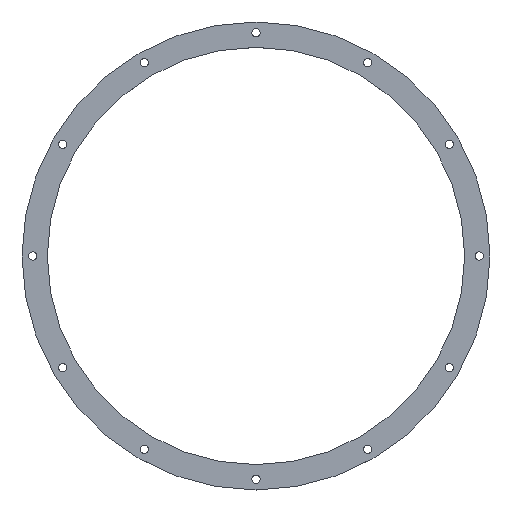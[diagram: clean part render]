
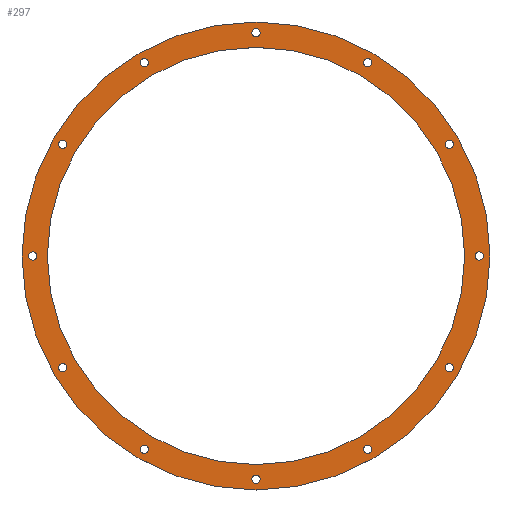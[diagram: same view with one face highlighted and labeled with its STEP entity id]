
A CAD part, top view. The second image highlights one B-rep face of the part: STEP entity #297.
In plain terms, the highlighted planar face has unit normal (0, 0, 1).
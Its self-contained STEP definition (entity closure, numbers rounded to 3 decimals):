
#15=PLANE('',#343);
#31=FACE_BOUND('',#102,.T.);
#32=FACE_BOUND('',#103,.T.);
#33=FACE_BOUND('',#104,.T.);
#34=FACE_BOUND('',#105,.T.);
#35=FACE_BOUND('',#106,.T.);
#36=FACE_BOUND('',#107,.T.);
#37=FACE_BOUND('',#108,.T.);
#38=FACE_BOUND('',#109,.T.);
#39=FACE_BOUND('',#110,.T.);
#40=FACE_BOUND('',#111,.T.);
#41=FACE_BOUND('',#112,.T.);
#42=FACE_BOUND('',#113,.T.);
#43=FACE_BOUND('',#114,.T.);
#71=FACE_OUTER_BOUND('',#101,.T.);
#101=EDGE_LOOP('',(#241));
#102=EDGE_LOOP('',(#242));
#103=EDGE_LOOP('',(#243));
#104=EDGE_LOOP('',(#244));
#105=EDGE_LOOP('',(#245));
#106=EDGE_LOOP('',(#246));
#107=EDGE_LOOP('',(#247));
#108=EDGE_LOOP('',(#248));
#109=EDGE_LOOP('',(#249));
#110=EDGE_LOOP('',(#250));
#111=EDGE_LOOP('',(#251));
#112=EDGE_LOOP('',(#252));
#113=EDGE_LOOP('',(#253));
#114=EDGE_LOOP('',(#254));
#129=CIRCLE('',#302,252.75);
#131=CIRCLE('',#305,5.);
#133=CIRCLE('',#308,5.);
#135=CIRCLE('',#311,5.);
#137=CIRCLE('',#314,5.);
#139=CIRCLE('',#317,5.);
#141=CIRCLE('',#320,5.);
#143=CIRCLE('',#323,5.);
#145=CIRCLE('',#326,5.);
#147=CIRCLE('',#329,5.);
#149=CIRCLE('',#332,5.);
#151=CIRCLE('',#335,5.);
#153=CIRCLE('',#338,5.);
#155=CIRCLE('',#341,283.5);
#157=VERTEX_POINT('',#437);
#159=VERTEX_POINT('',#442);
#161=VERTEX_POINT('',#447);
#163=VERTEX_POINT('',#452);
#165=VERTEX_POINT('',#457);
#167=VERTEX_POINT('',#462);
#169=VERTEX_POINT('',#467);
#171=VERTEX_POINT('',#472);
#173=VERTEX_POINT('',#477);
#175=VERTEX_POINT('',#482);
#177=VERTEX_POINT('',#487);
#179=VERTEX_POINT('',#492);
#181=VERTEX_POINT('',#497);
#183=VERTEX_POINT('',#502);
#185=EDGE_CURVE('',#157,#157,#129,.T.);
#187=EDGE_CURVE('',#159,#159,#131,.T.);
#189=EDGE_CURVE('',#161,#161,#133,.T.);
#191=EDGE_CURVE('',#163,#163,#135,.T.);
#193=EDGE_CURVE('',#165,#165,#137,.T.);
#195=EDGE_CURVE('',#167,#167,#139,.T.);
#197=EDGE_CURVE('',#169,#169,#141,.T.);
#199=EDGE_CURVE('',#171,#171,#143,.T.);
#201=EDGE_CURVE('',#173,#173,#145,.T.);
#203=EDGE_CURVE('',#175,#175,#147,.T.);
#205=EDGE_CURVE('',#177,#177,#149,.T.);
#207=EDGE_CURVE('',#179,#179,#151,.T.);
#209=EDGE_CURVE('',#181,#181,#153,.T.);
#211=EDGE_CURVE('',#183,#183,#155,.T.);
#241=ORIENTED_EDGE('',*,*,#211,.F.);
#242=ORIENTED_EDGE('',*,*,#185,.T.);
#243=ORIENTED_EDGE('',*,*,#187,.T.);
#244=ORIENTED_EDGE('',*,*,#189,.T.);
#245=ORIENTED_EDGE('',*,*,#191,.T.);
#246=ORIENTED_EDGE('',*,*,#193,.T.);
#247=ORIENTED_EDGE('',*,*,#195,.T.);
#248=ORIENTED_EDGE('',*,*,#197,.T.);
#249=ORIENTED_EDGE('',*,*,#199,.T.);
#250=ORIENTED_EDGE('',*,*,#201,.T.);
#251=ORIENTED_EDGE('',*,*,#203,.T.);
#252=ORIENTED_EDGE('',*,*,#205,.T.);
#253=ORIENTED_EDGE('',*,*,#207,.T.);
#254=ORIENTED_EDGE('',*,*,#209,.T.);
#297=ADVANCED_FACE('',(#71,#31,#32,#33,#34,#35,#36,#37,#38,#39,#40,#41,
#42,#43),#15,.F.);
#302=AXIS2_PLACEMENT_3D('',#438,#349,#350);
#305=AXIS2_PLACEMENT_3D('',#443,#355,#356);
#308=AXIS2_PLACEMENT_3D('',#448,#361,#362);
#311=AXIS2_PLACEMENT_3D('',#453,#367,#368);
#314=AXIS2_PLACEMENT_3D('',#458,#373,#374);
#317=AXIS2_PLACEMENT_3D('',#463,#379,#380);
#320=AXIS2_PLACEMENT_3D('',#468,#385,#386);
#323=AXIS2_PLACEMENT_3D('',#473,#391,#392);
#326=AXIS2_PLACEMENT_3D('',#478,#397,#398);
#329=AXIS2_PLACEMENT_3D('',#483,#403,#404);
#332=AXIS2_PLACEMENT_3D('',#488,#409,#410);
#335=AXIS2_PLACEMENT_3D('',#493,#415,#416);
#338=AXIS2_PLACEMENT_3D('',#498,#421,#422);
#341=AXIS2_PLACEMENT_3D('',#503,#427,#428);
#343=AXIS2_PLACEMENT_3D('',#506,#431,#432);
#349=DIRECTION('center_axis',(0.,0.,-1.));
#350=DIRECTION('ref_axis',(-1.,0.,0.));
#355=DIRECTION('center_axis',(0.,0.,-1.));
#356=DIRECTION('ref_axis',(-1.,0.,0.));
#361=DIRECTION('center_axis',(0.,0.,-1.));
#362=DIRECTION('ref_axis',(-1.,0.,0.));
#367=DIRECTION('center_axis',(0.,0.,-1.));
#368=DIRECTION('ref_axis',(-1.,0.,0.));
#373=DIRECTION('center_axis',(0.,0.,-1.));
#374=DIRECTION('ref_axis',(-1.,0.,0.));
#379=DIRECTION('center_axis',(0.,0.,-1.));
#380=DIRECTION('ref_axis',(-1.,0.,0.));
#385=DIRECTION('center_axis',(0.,0.,-1.));
#386=DIRECTION('ref_axis',(-1.,0.,0.));
#391=DIRECTION('center_axis',(0.,0.,-1.));
#392=DIRECTION('ref_axis',(-1.,0.,0.));
#397=DIRECTION('center_axis',(0.,0.,-1.));
#398=DIRECTION('ref_axis',(-1.,0.,0.));
#403=DIRECTION('center_axis',(0.,0.,-1.));
#404=DIRECTION('ref_axis',(-1.,0.,0.));
#409=DIRECTION('center_axis',(0.,0.,-1.));
#410=DIRECTION('ref_axis',(-1.,0.,0.));
#415=DIRECTION('center_axis',(0.,0.,-1.));
#416=DIRECTION('ref_axis',(-1.,0.,0.));
#421=DIRECTION('center_axis',(0.,0.,-1.));
#422=DIRECTION('ref_axis',(-1.,0.,0.));
#427=DIRECTION('center_axis',(0.,0.,-1.));
#428=DIRECTION('ref_axis',(-1.,0.,0.));
#431=DIRECTION('center_axis',(0.,0.,-1.));
#432=DIRECTION('ref_axis',(-1.,0.,0.));
#437=CARTESIAN_POINT('',(252.75,0.,4.));
#438=CARTESIAN_POINT('Origin',(0.,0.,4.));
#442=CARTESIAN_POINT('',(140.25,234.26,4.));
#443=CARTESIAN_POINT('Origin',(135.25,234.26,4.));
#447=CARTESIAN_POINT('',(239.26,135.25,4.));
#448=CARTESIAN_POINT('Origin',(234.26,135.25,4.));
#452=CARTESIAN_POINT('',(275.5,0.,4.));
#453=CARTESIAN_POINT('Origin',(270.5,0.,4.));
#457=CARTESIAN_POINT('',(239.26,-135.25,4.));
#458=CARTESIAN_POINT('Origin',(234.26,-135.25,4.));
#462=CARTESIAN_POINT('',(140.25,-234.26,4.));
#463=CARTESIAN_POINT('Origin',(135.25,-234.26,4.));
#467=CARTESIAN_POINT('',(5.,-270.5,4.));
#468=CARTESIAN_POINT('Origin',(0.,-270.5,4.));
#472=CARTESIAN_POINT('',(-130.25,-234.26,4.));
#473=CARTESIAN_POINT('Origin',(-135.25,-234.26,4.));
#477=CARTESIAN_POINT('',(-229.26,-135.25,4.));
#478=CARTESIAN_POINT('Origin',(-234.26,-135.25,4.));
#482=CARTESIAN_POINT('',(-265.5,0.,4.));
#483=CARTESIAN_POINT('Origin',(-270.5,0.,4.));
#487=CARTESIAN_POINT('',(-229.26,135.25,4.));
#488=CARTESIAN_POINT('Origin',(-234.26,135.25,4.));
#492=CARTESIAN_POINT('',(-130.25,234.26,4.));
#493=CARTESIAN_POINT('Origin',(-135.25,234.26,4.));
#497=CARTESIAN_POINT('',(5.,270.5,4.));
#498=CARTESIAN_POINT('Origin',(0.,270.5,4.));
#502=CARTESIAN_POINT('',(283.5,0.,4.));
#503=CARTESIAN_POINT('Origin',(0.,0.,4.));
#506=CARTESIAN_POINT('Origin',(0.,0.,4.));
